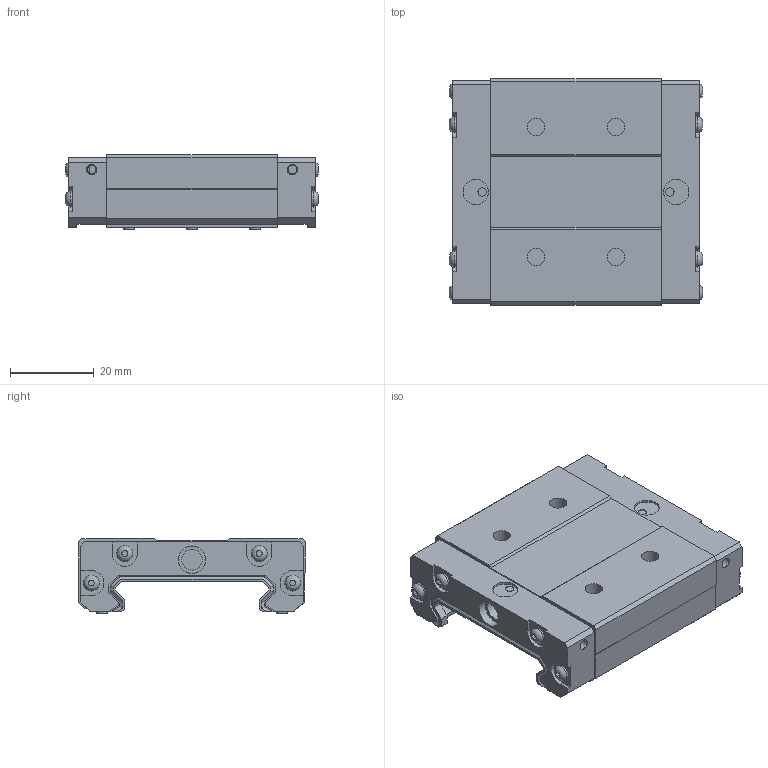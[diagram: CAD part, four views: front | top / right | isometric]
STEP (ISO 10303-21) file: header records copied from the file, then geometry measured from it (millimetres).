
FILE_DESCRIPTION(/* description */ ('-- NÁZEV DÍLCE --'),/* implementation_level */ '2;1');
FILE_NAME(/* name */ 'LGB X H 21 W N SS.stp',/* time_stamp */ '2024-07-25T11:16:28+02:00',/* author */ ('konstrukce'),/* organization */ (''),/* preprocessor_version */ 'ST-DEVELOPER v18.1',/* originating_system */ 'Autodesk Inventor 2022',/* authorisation */ '-- MAT.VÝCHOZÍ --');
FILE_SCHEMA (('AUTOMOTIVE_DESIGN { 1 0 10303 214 3 1 1 }'));
Length unit declared in the file: millimetre
Products named in the file (1): LGB X H 21 W N SS
Bounding box: 60.3 x 54 x 17.85 mm (x, y, z)
Volume: 34221.3 mm3; surface area: 13603.4 mm2
Topology: 1 solids, 29 shells, 574 faces, 1430 edges, 940 vertices
Faces by surface type: plane 456, cylinder 84, cone 22, bspline 12
Full cylindrical faces by diameter (mm): 1.24 x6, 1.25 x6, 2 x12, 2.05 x8, 2.1 x8, 2.459 x4, 2.6 x6, 2.9 x8, 3.8 x8, 4.134 x4, 4.917 x2, 6 x2, 6.5 x2
Entity records: 17786 total; most frequent: CARTESIAN_POINT 3515, ORIENTED_EDGE 2832, DIRECTION 2676, EDGE_CURVE 1416, LINE 1066, VECTOR 1066, VERTEX_POINT 940, AXIS2_PLACEMENT_3D 805
